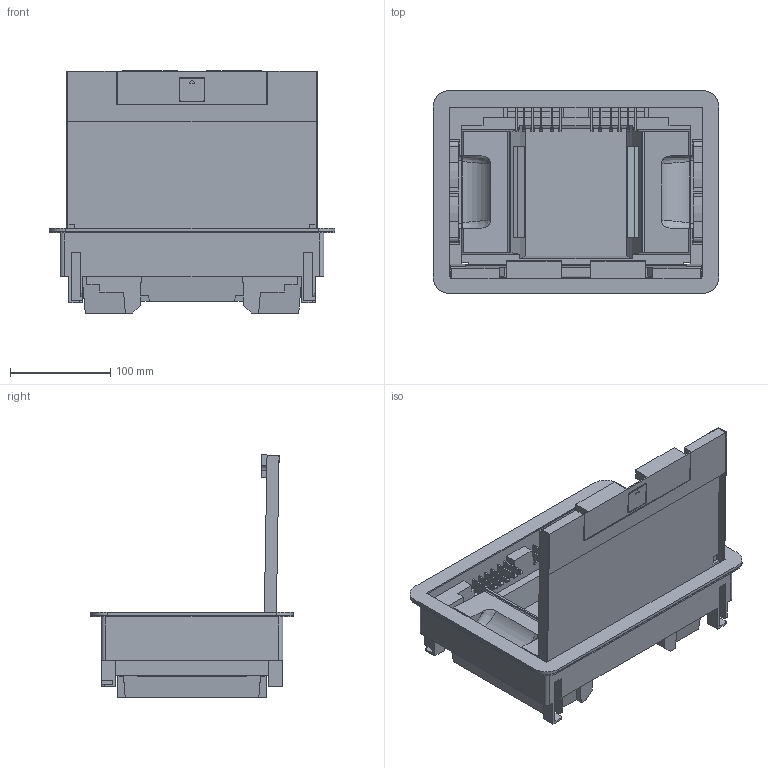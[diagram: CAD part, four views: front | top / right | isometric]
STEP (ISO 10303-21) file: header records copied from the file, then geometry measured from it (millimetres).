
FILE_DESCRIPTION(('CATIA V5 STEP Exchange','CAx-IF Rec.Pracs.--- Model Styling and Organization---1.5--- 2016-08-15','CAx-IF Rec.Pracs.---Supplemental Geometry---1.0---2011-11-01','CAx-IF Rec.Pracs.--- Composite Materials ---3.4---2017-06-13','CAx-IF Rec.Pracs.---Tessellated 3D Geometry---1.0---2015-12-17'),'2;1');
FILE_NAME('LG-080721-S_open.stp','2025-05-02T09:03:09+00:00',('none'),('none'),'CATIA Version 5-6 Release 2020','CATIA V5 STEP AP242 v1','none');
FILE_SCHEMA(('AP242_MANAGED_MODEL_BASED_3D_ENGINEERING_MIM_LF {1 0 10303 442 1 1 4}'));
Length unit declared in the file: millimetre
Products named in the file (7): A029387_A; SuppVert-T1; SuppVert-T1_Inf; SuppVert-T1_sup; AO13231_A-S; D012778_A-S; D012783_A-MOD-S
Assembly tree (7 placements, depth 3):
  A029387_A
    SuppVert-T1
      SuppVert-T1_Inf  x2
      SuppVert-T1_sup
    AO13231_A-S
    D012778_A-S
    D012783_A-MOD-S
Bounding box: 285 x 202.02 x 241.45 mm (x, y, z)
Volume: 857606 mm3; surface area: 609771.7 mm2
Topology: 6 solids, 6 shells, 963 faces, 2876 edges, 1890 vertices
Faces by surface type: plane 764, cylinder 171, extrusion 24, bspline 4
Entity records: 29288 total; most frequent: CARTESIAN_POINT 6505, ORIENTED_EDGE 5350, DIRECTION 3678, EDGE_CURVE 2675, VECTOR 2214, LINE 2190, VERTEX_POINT 1758, EDGE_LOOP 957
